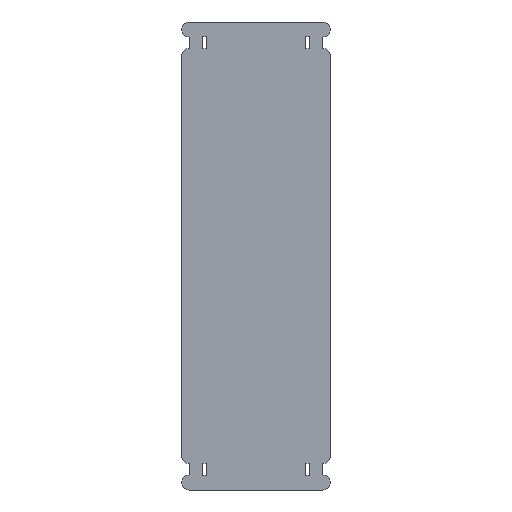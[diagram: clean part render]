
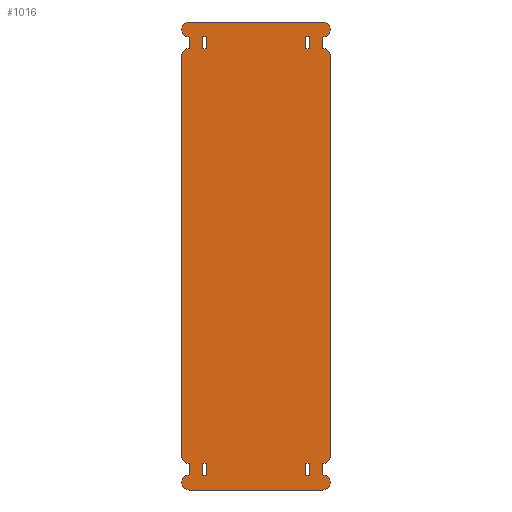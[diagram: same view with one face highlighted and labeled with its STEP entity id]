
A CAD part, front view. The second image highlights one B-rep face of the part: STEP entity #1016.
In plain terms, the highlighted planar face has unit normal (0, -1, 0).
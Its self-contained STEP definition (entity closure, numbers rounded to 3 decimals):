
#1=DIRECTION('',(-1.,0.,0.));
#2=VECTOR('',#1,1.5);
#3=CARTESIAN_POINT('',(9.75,0.,-10.7));
#4=LINE('',#3,#2);
#5=DIRECTION('',(0.,0.,-1.));
#6=VECTOR('',#5,4.9);
#7=CARTESIAN_POINT('',(9.75,0.,-5.8));
#8=LINE('',#7,#6);
#9=DIRECTION('',(1.,0.,0.));
#10=VECTOR('',#9,1.5);
#11=CARTESIAN_POINT('',(8.25,0.,-5.8));
#12=LINE('',#11,#10);
#13=DIRECTION('',(0.,0.,1.));
#14=VECTOR('',#13,4.9);
#15=CARTESIAN_POINT('',(8.25,0.,-10.7));
#16=LINE('',#15,#14);
#17=DIRECTION('',(0.,0.,1.));
#18=VECTOR('',#17,4.9);
#19=CARTESIAN_POINT('',(49.25,0.,-10.7));
#20=LINE('',#19,#18);
#21=DIRECTION('',(-1.,0.,0.));
#22=VECTOR('',#21,1.5);
#23=CARTESIAN_POINT('',(50.75,0.,-10.7));
#24=LINE('',#23,#22);
#25=DIRECTION('',(0.,0.,-1.));
#26=VECTOR('',#25,4.9);
#27=CARTESIAN_POINT('',(50.75,0.,-5.8));
#28=LINE('',#27,#26);
#29=DIRECTION('',(1.,0.,0.));
#30=VECTOR('',#29,1.5);
#31=CARTESIAN_POINT('',(49.25,0.,-5.8));
#32=LINE('',#31,#30);
#33=DIRECTION('',(0.,0.,1.));
#34=VECTOR('',#33,4.9);
#35=CARTESIAN_POINT('',(8.25,0.,-180.2));
#36=LINE('',#35,#34);
#37=DIRECTION('',(-1.,0.,0.));
#38=VECTOR('',#37,1.5);
#39=CARTESIAN_POINT('',(9.75,0.,-180.2));
#40=LINE('',#39,#38);
#41=DIRECTION('',(0.,0.,-1.));
#42=VECTOR('',#41,4.9);
#43=CARTESIAN_POINT('',(9.75,0.,-175.3));
#44=LINE('',#43,#42);
#45=DIRECTION('',(1.,0.,0.));
#46=VECTOR('',#45,1.5);
#47=CARTESIAN_POINT('',(8.25,0.,-175.3));
#48=LINE('',#47,#46);
#49=DIRECTION('',(0.,0.,1.));
#50=VECTOR('',#49,4.9);
#51=CARTESIAN_POINT('',(49.25,0.,-180.2));
#52=LINE('',#51,#50);
#53=DIRECTION('',(-1.,0.,0.));
#54=VECTOR('',#53,1.5);
#55=CARTESIAN_POINT('',(50.75,0.,-180.2));
#56=LINE('',#55,#54);
#57=DIRECTION('',(0.,0.,-1.));
#58=VECTOR('',#57,4.9);
#59=CARTESIAN_POINT('',(50.75,0.,-175.3));
#60=LINE('',#59,#58);
#61=DIRECTION('',(1.,0.,0.));
#62=VECTOR('',#61,1.5);
#63=CARTESIAN_POINT('',(49.25,0.,-175.3));
#64=LINE('',#63,#62);
#65=CARTESIAN_POINT('',(3.,0.,-13.5));
#66=DIRECTION('',(0.,1.,0.));
#67=DIRECTION('',(-1.,0.,0.));
#68=AXIS2_PLACEMENT_3D('',#65,#66,#67);
#70=DIRECTION('',(0.,0.,-1.));
#71=VECTOR('',#70,4.5);
#72=CARTESIAN_POINT('',(3.,0.,-6.));
#73=LINE('',#72,#71);
#74=DIRECTION('',(1.,0.,0.));
#75=VECTOR('',#74,53.);
#76=CARTESIAN_POINT('',(3.,0.,0.));
#77=LINE('',#76,#75);
#78=DIRECTION('',(0.,0.,1.));
#79=VECTOR('',#78,4.5);
#80=CARTESIAN_POINT('',(56.,0.,-10.5));
#81=LINE('',#80,#79);
#82=CARTESIAN_POINT('',(56.,0.,-13.5));
#83=DIRECTION('',(0.,1.,0.));
#84=DIRECTION('',(0.,0.,1.));
#85=AXIS2_PLACEMENT_3D('',#82,#83,#84);
#87=DIRECTION('',(0.,0.,-1.));
#88=VECTOR('',#87,159.);
#89=CARTESIAN_POINT('',(59.,0.,-13.5));
#90=LINE('',#89,#88);
#91=CARTESIAN_POINT('',(56.,0.,-172.5));
#92=DIRECTION('',(0.,1.,0.));
#93=DIRECTION('',(1.,0.,0.));
#94=AXIS2_PLACEMENT_3D('',#91,#92,#93);
#96=DIRECTION('',(0.,0.,1.));
#97=VECTOR('',#96,4.5);
#98=CARTESIAN_POINT('',(56.,0.,-180.));
#99=LINE('',#98,#97);
#100=DIRECTION('',(-1.,0.,0.));
#101=VECTOR('',#100,53.);
#102=CARTESIAN_POINT('',(56.,0.,-186.));
#103=LINE('',#102,#101);
#104=DIRECTION('',(0.,0.,-1.));
#105=VECTOR('',#104,4.5);
#106=CARTESIAN_POINT('',(3.,0.,-175.5));
#107=LINE('',#106,#105);
#108=CARTESIAN_POINT('',(3.,0.,-172.5));
#109=DIRECTION('',(0.,1.,0.));
#110=DIRECTION('',(0.,0.,-1.));
#111=AXIS2_PLACEMENT_3D('',#108,#109,#110);
#113=DIRECTION('',(0.,0.,1.));
#114=VECTOR('',#113,159.);
#115=CARTESIAN_POINT('',(0.,0.,-172.5));
#116=LINE('',#115,#114);
#418=CARTESIAN_POINT('',(3.,0.,-3.));
#419=DIRECTION('',(0.,-1.,0.));
#420=DIRECTION('',(0.,0.,1.));
#421=AXIS2_PLACEMENT_3D('',#418,#419,#420);
#439=CARTESIAN_POINT('',(56.,0.,-3.));
#440=DIRECTION('',(0.,-1.,0.));
#441=DIRECTION('',(0.,0.,-1.));
#442=AXIS2_PLACEMENT_3D('',#439,#440,#441);
#517=CARTESIAN_POINT('',(3.,0.,-183.));
#518=DIRECTION('',(0.,-1.,0.));
#519=DIRECTION('',(0.,0.,1.));
#520=AXIS2_PLACEMENT_3D('',#517,#518,#519);
#544=CARTESIAN_POINT('',(56.,0.,-183.));
#545=DIRECTION('',(0.,-1.,0.));
#546=DIRECTION('',(0.,0.,-1.));
#547=AXIS2_PLACEMENT_3D('',#544,#545,#546);
#713=CARTESIAN_POINT('',(9.75,0.,-10.7));
#714=CARTESIAN_POINT('',(8.25,0.,-10.7));
#715=VERTEX_POINT('',#713);
#716=VERTEX_POINT('',#714);
#717=CARTESIAN_POINT('',(8.25,0.,-5.8));
#718=VERTEX_POINT('',#717);
#719=CARTESIAN_POINT('',(9.75,0.,-5.8));
#720=VERTEX_POINT('',#719);
#721=CARTESIAN_POINT('',(49.25,0.,-10.7));
#722=CARTESIAN_POINT('',(49.25,0.,-5.8));
#723=VERTEX_POINT('',#721);
#724=VERTEX_POINT('',#722);
#725=CARTESIAN_POINT('',(50.75,0.,-5.8));
#726=VERTEX_POINT('',#725);
#727=CARTESIAN_POINT('',(50.75,0.,-10.7));
#728=VERTEX_POINT('',#727);
#729=CARTESIAN_POINT('',(8.25,0.,-180.2));
#730=CARTESIAN_POINT('',(8.25,0.,-175.3));
#731=VERTEX_POINT('',#729);
#732=VERTEX_POINT('',#730);
#733=CARTESIAN_POINT('',(9.75,0.,-175.3));
#734=VERTEX_POINT('',#733);
#735=CARTESIAN_POINT('',(9.75,0.,-180.2));
#736=VERTEX_POINT('',#735);
#737=CARTESIAN_POINT('',(49.25,0.,-180.2));
#738=CARTESIAN_POINT('',(49.25,0.,-175.3));
#739=VERTEX_POINT('',#737);
#740=VERTEX_POINT('',#738);
#741=CARTESIAN_POINT('',(50.75,0.,-175.3));
#742=VERTEX_POINT('',#741);
#743=CARTESIAN_POINT('',(50.75,0.,-180.2));
#744=VERTEX_POINT('',#743);
#777=CARTESIAN_POINT('',(3.,0.,0.));
#779=VERTEX_POINT('',#777);
#781=CARTESIAN_POINT('',(56.,0.,0.));
#783=VERTEX_POINT('',#781);
#785=CARTESIAN_POINT('',(3.,0.,-186.));
#787=VERTEX_POINT('',#785);
#789=CARTESIAN_POINT('',(56.,0.,-186.));
#791=VERTEX_POINT('',#789);
#793=CARTESIAN_POINT('',(0.,0.,-13.5));
#794=CARTESIAN_POINT('',(3.,0.,-10.5));
#795=VERTEX_POINT('',#793);
#796=VERTEX_POINT('',#794);
#797=CARTESIAN_POINT('',(3.,0.,-6.));
#798=VERTEX_POINT('',#797);
#799=CARTESIAN_POINT('',(56.,0.,-10.5));
#800=CARTESIAN_POINT('',(56.,0.,-6.));
#801=VERTEX_POINT('',#799);
#802=VERTEX_POINT('',#800);
#803=CARTESIAN_POINT('',(59.,0.,-13.5));
#804=VERTEX_POINT('',#803);
#805=CARTESIAN_POINT('',(3.,0.,-175.5));
#806=CARTESIAN_POINT('',(0.,0.,-172.5));
#807=VERTEX_POINT('',#805);
#808=VERTEX_POINT('',#806);
#809=CARTESIAN_POINT('',(3.,0.,-180.));
#810=VERTEX_POINT('',#809);
#811=CARTESIAN_POINT('',(56.,0.,-180.));
#812=CARTESIAN_POINT('',(56.,0.,-175.5));
#813=VERTEX_POINT('',#811);
#814=VERTEX_POINT('',#812);
#815=CARTESIAN_POINT('',(59.,0.,-172.5));
#816=VERTEX_POINT('',#815);
#937=CARTESIAN_POINT('',(0.,0.,0.));
#938=DIRECTION('',(0.,1.,0.));
#939=DIRECTION('',(1.,0.,0.));
#940=AXIS2_PLACEMENT_3D('',#937,#938,#939);
#941=PLANE('',#940);
#943=ORIENTED_EDGE('',*,*,#942,.T.);
#945=ORIENTED_EDGE('',*,*,#944,.F.);
#947=ORIENTED_EDGE('',*,*,#946,.F.);
#949=ORIENTED_EDGE('',*,*,#948,.T.);
#951=ORIENTED_EDGE('',*,*,#950,.F.);
#953=ORIENTED_EDGE('',*,*,#952,.F.);
#955=ORIENTED_EDGE('',*,*,#954,.T.);
#957=ORIENTED_EDGE('',*,*,#956,.T.);
#959=ORIENTED_EDGE('',*,*,#958,.T.);
#961=ORIENTED_EDGE('',*,*,#960,.F.);
#963=ORIENTED_EDGE('',*,*,#962,.F.);
#965=ORIENTED_EDGE('',*,*,#964,.T.);
#967=ORIENTED_EDGE('',*,*,#966,.F.);
#969=ORIENTED_EDGE('',*,*,#968,.F.);
#971=ORIENTED_EDGE('',*,*,#970,.T.);
#973=ORIENTED_EDGE('',*,*,#972,.T.);
#974=EDGE_LOOP('',(#943,#945,#947,#949,#951,#953,#955,#957,#959,#961,#963,#965,
#967,#969,#971,#973));
#975=FACE_OUTER_BOUND('',#974,.F.);
#977=ORIENTED_EDGE('',*,*,#976,.F.);
#979=ORIENTED_EDGE('',*,*,#978,.F.);
#981=ORIENTED_EDGE('',*,*,#980,.F.);
#983=ORIENTED_EDGE('',*,*,#982,.F.);
#984=EDGE_LOOP('',(#977,#979,#981,#983));
#985=FACE_BOUND('',#984,.F.);
#987=ORIENTED_EDGE('',*,*,#986,.F.);
#989=ORIENTED_EDGE('',*,*,#988,.F.);
#991=ORIENTED_EDGE('',*,*,#990,.F.);
#993=ORIENTED_EDGE('',*,*,#992,.F.);
#994=EDGE_LOOP('',(#987,#989,#991,#993));
#995=FACE_BOUND('',#994,.F.);
#997=ORIENTED_EDGE('',*,*,#996,.F.);
#999=ORIENTED_EDGE('',*,*,#998,.F.);
#1001=ORIENTED_EDGE('',*,*,#1000,.F.);
#1003=ORIENTED_EDGE('',*,*,#1002,.F.);
#1004=EDGE_LOOP('',(#997,#999,#1001,#1003));
#1005=FACE_BOUND('',#1004,.F.);
#1007=ORIENTED_EDGE('',*,*,#1006,.F.);
#1009=ORIENTED_EDGE('',*,*,#1008,.F.);
#1011=ORIENTED_EDGE('',*,*,#1010,.F.);
#1013=ORIENTED_EDGE('',*,*,#1012,.F.);
#1014=EDGE_LOOP('',(#1007,#1009,#1011,#1013));
#1015=FACE_BOUND('',#1014,.F.);
#1016=ADVANCED_FACE('',(#975,#985,#995,#1005,#1015),#941,.F.);
#69=CIRCLE('',#68,3.);
#86=CIRCLE('',#85,3.);
#95=CIRCLE('',#94,3.);
#112=CIRCLE('',#111,3.);
#422=CIRCLE('',#421,3.);
#443=CIRCLE('',#442,3.);
#521=CIRCLE('',#520,3.);
#548=CIRCLE('',#547,3.);
#942=EDGE_CURVE('',#795,#796,#69,.T.);
#944=EDGE_CURVE('',#798,#796,#73,.T.);
#946=EDGE_CURVE('',#779,#798,#422,.T.);
#948=EDGE_CURVE('',#779,#783,#77,.T.);
#950=EDGE_CURVE('',#802,#783,#443,.T.);
#952=EDGE_CURVE('',#801,#802,#81,.T.);
#954=EDGE_CURVE('',#801,#804,#86,.T.);
#956=EDGE_CURVE('',#804,#816,#90,.T.);
#958=EDGE_CURVE('',#816,#814,#95,.T.);
#960=EDGE_CURVE('',#813,#814,#99,.T.);
#962=EDGE_CURVE('',#791,#813,#548,.T.);
#964=EDGE_CURVE('',#791,#787,#103,.T.);
#966=EDGE_CURVE('',#810,#787,#521,.T.);
#968=EDGE_CURVE('',#807,#810,#107,.T.);
#970=EDGE_CURVE('',#807,#808,#112,.T.);
#972=EDGE_CURVE('',#808,#795,#116,.T.);
#976=EDGE_CURVE('',#723,#724,#20,.T.);
#978=EDGE_CURVE('',#728,#723,#24,.T.);
#980=EDGE_CURVE('',#726,#728,#28,.T.);
#982=EDGE_CURVE('',#724,#726,#32,.T.);
#986=EDGE_CURVE('',#731,#732,#36,.T.);
#988=EDGE_CURVE('',#736,#731,#40,.T.);
#990=EDGE_CURVE('',#734,#736,#44,.T.);
#992=EDGE_CURVE('',#732,#734,#48,.T.);
#996=EDGE_CURVE('',#739,#740,#52,.T.);
#998=EDGE_CURVE('',#744,#739,#56,.T.);
#1000=EDGE_CURVE('',#742,#744,#60,.T.);
#1002=EDGE_CURVE('',#740,#742,#64,.T.);
#1006=EDGE_CURVE('',#715,#716,#4,.T.);
#1008=EDGE_CURVE('',#720,#715,#8,.T.);
#1010=EDGE_CURVE('',#718,#720,#12,.T.);
#1012=EDGE_CURVE('',#716,#718,#16,.T.);
